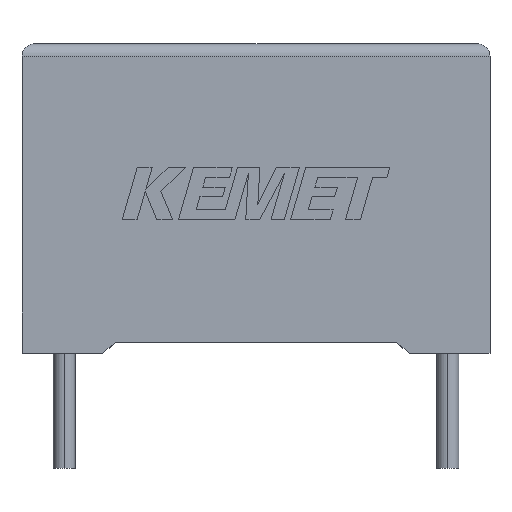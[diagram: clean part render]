
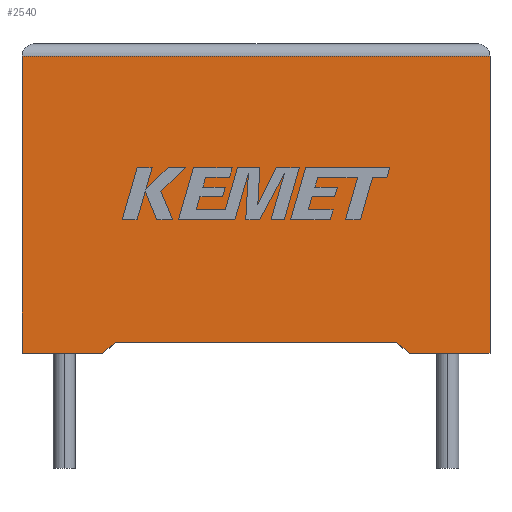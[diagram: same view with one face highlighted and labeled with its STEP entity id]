
A CAD part, top view. The second image highlights one B-rep face of the part: STEP entity #2540.
In plain terms, the highlighted planar face has unit normal (0, 0, 1).
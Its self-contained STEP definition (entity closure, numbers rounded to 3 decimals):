
#18 = CARTESIAN_POINT ( 'NONE',  ( 0., 0., 6.2 ) ) ;
#56 = VERTEX_POINT ( 'NONE', #1293 ) ;
#106 = LINE ( 'NONE', #1056, #1690 ) ;
#149 = ORIENTED_EDGE ( 'NONE', *, *, #2520, .T. ) ;
#196 = CARTESIAN_POINT ( 'NONE',  ( 18.3, 0., 6.2 ) ) ;
#203 = VERTEX_POINT ( 'NONE', #1199 ) ;
#213 = CARTESIAN_POINT ( 'NONE',  ( 0., 11.6, 6.2 ) ) ;
#267 = VECTOR ( 'NONE', #2082, 1000. ) ;
#321 = DIRECTION ( 'NONE',  ( -0.773, -0.635, 0. ) ) ;
#334 = LINE ( 'NONE', #1034, #369 ) ;
#369 = VECTOR ( 'NONE', #321, 1000. ) ;
#452 = EDGE_LOOP ( 'NONE', ( #678, #503, #1799, #1561, #1330, #1226, #1996, #149 ) ) ;
#459 = DIRECTION ( 'NONE',  ( -1., 0., 0. ) ) ;
#503 = ORIENTED_EDGE ( 'NONE', *, *, #1805, .T. ) ;
#514 = VECTOR ( 'NONE', #2025, 1000. ) ;
#566 = DIRECTION ( 'NONE',  ( 0., 1., 0. ) ) ;
#652 = CARTESIAN_POINT ( 'NONE',  ( 18.3, 11.6, 6.2 ) ) ;
#678 = ORIENTED_EDGE ( 'NONE', *, *, #2222, .T. ) ;
#727 = DIRECTION ( 'NONE',  ( 0., -1., 0. ) ) ;
#735 = DIRECTION ( 'NONE',  ( -1., 0., 0. ) ) ;
#796 = EDGE_CURVE ( 'NONE', #56, #2305, #1396, .T. ) ;
#812 = CARTESIAN_POINT ( 'NONE',  ( 18.3, 0., 6.2 ) ) ;
#926 = VECTOR ( 'NONE', #566, 1000. ) ;
#966 = VECTOR ( 'NONE', #735, 1000. ) ;
#1034 = CARTESIAN_POINT ( 'NONE',  ( 3.15, 0., 6.2 ) ) ;
#1038 = DIRECTION ( 'NONE',  ( -1., 0., 0. ) ) ;
#1056 = CARTESIAN_POINT ( 'NONE',  ( 0., 0., 6.2 ) ) ;
#1067 = LINE ( 'NONE', #2442, #514 ) ;
#1167 = CARTESIAN_POINT ( 'NONE',  ( 0., 11.6, 6.2 ) ) ;
#1185 = CARTESIAN_POINT ( 'NONE',  ( 15.15, 0., 6.2 ) ) ;
#1191 = VECTOR ( 'NONE', #727, 1000. ) ;
#1199 = CARTESIAN_POINT ( 'NONE',  ( 3.15, 0., 6.2 ) ) ;
#1226 = ORIENTED_EDGE ( 'NONE', *, *, #796, .F. ) ;
#1263 = FACE_OUTER_BOUND ( 'NONE', #452, .T. ) ;
#1293 = CARTESIAN_POINT ( 'NONE',  ( 14.642, 0.417, 6.2 ) ) ;
#1330 = ORIENTED_EDGE ( 'NONE', *, *, #1887, .F. ) ;
#1344 = VERTEX_POINT ( 'NONE', #652 ) ;
#1396 = LINE ( 'NONE', #2331, #966 ) ;
#1560 = PLANE ( 'NONE',  #1641 ) ;
#1561 = ORIENTED_EDGE ( 'NONE', *, *, #2957, .T. ) ;
#1641 = AXIS2_PLACEMENT_3D ( 'NONE', #2508, #2677, #1038 ) ;
#1690 = VECTOR ( 'NONE', #2012, 1000. ) ;
#1699 = LINE ( 'NONE', #18, #1191 ) ;
#1799 = ORIENTED_EDGE ( 'NONE', *, *, #2670, .T. ) ;
#1805 = EDGE_CURVE ( 'NONE', #1344, #2631, #2087, .T. ) ;
#1878 = CARTESIAN_POINT ( 'NONE',  ( 0., 0., 6.2 ) ) ;
#1887 = EDGE_CURVE ( 'NONE', #2305, #203, #334, .T. ) ;
#1996 = ORIENTED_EDGE ( 'NONE', *, *, #2919, .T. ) ;
#2012 = DIRECTION ( 'NONE',  ( 1., 0., 0. ) ) ;
#2025 = DIRECTION ( 'NONE',  ( 0.773, -0.635, 0. ) ) ;
#2030 = VERTEX_POINT ( 'NONE', #2548 ) ;
#2082 = DIRECTION ( 'NONE',  ( 1., 0., 0. ) ) ;
#2087 = LINE ( 'NONE', #213, #2252 ) ;
#2147 = VERTEX_POINT ( 'NONE', #1185 ) ;
#2222 = EDGE_CURVE ( 'NONE', #2648, #1344, #2228, .T. ) ;
#2228 = LINE ( 'NONE', #812, #926 ) ;
#2252 = VECTOR ( 'NONE', #459, 1000. ) ;
#2257 = CARTESIAN_POINT ( 'NONE',  ( 3.658, 0.417, 6.2 ) ) ;
#2276 = LINE ( 'NONE', #1878, #267 ) ;
#2305 = VERTEX_POINT ( 'NONE', #2257 ) ;
#2331 = CARTESIAN_POINT ( 'NONE',  ( 9.15, 0.417, 6.2 ) ) ;
#2442 = CARTESIAN_POINT ( 'NONE',  ( 15.15, 0., 6.2 ) ) ;
#2508 = CARTESIAN_POINT ( 'NONE',  ( 0., 0., 6.2 ) ) ;
#2520 = EDGE_CURVE ( 'NONE', #2147, #2648, #106, .T. ) ;
#2540 = ADVANCED_FACE ( 'NONE', ( #1263 ), #1560, .F. ) ;
#2548 = CARTESIAN_POINT ( 'NONE',  ( 0., 0., 6.2 ) ) ;
#2631 = VERTEX_POINT ( 'NONE', #1167 ) ;
#2648 = VERTEX_POINT ( 'NONE', #196 ) ;
#2670 = EDGE_CURVE ( 'NONE', #2631, #2030, #1699, .T. ) ;
#2677 = DIRECTION ( 'NONE',  ( 0., 0., -1. ) ) ;
#2919 = EDGE_CURVE ( 'NONE', #56, #2147, #1067, .T. ) ;
#2957 = EDGE_CURVE ( 'NONE', #2030, #203, #2276, .T. ) ;
